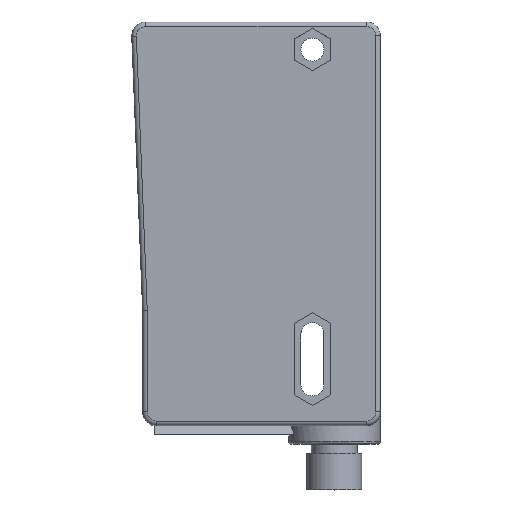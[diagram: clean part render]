
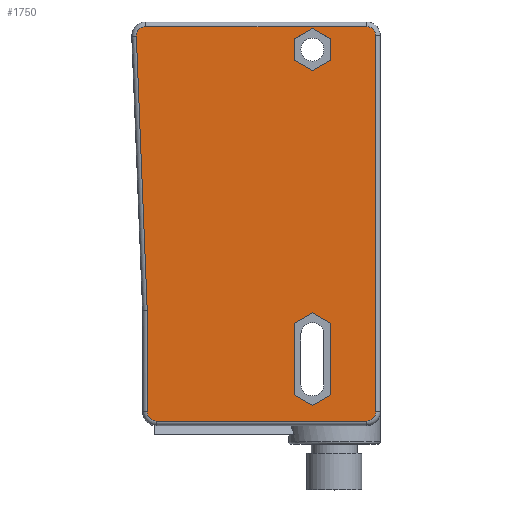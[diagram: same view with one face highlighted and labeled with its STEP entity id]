
A CAD part, top view. The second image highlights one B-rep face of the part: STEP entity #1750.
In plain terms, the highlighted planar face has unit normal (0, 0, 1).
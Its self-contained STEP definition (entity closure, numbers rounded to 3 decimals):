
#19=DIRECTION('',(-0.866,0.5,0.));
#20=VECTOR('',#19,4.619);
#21=CARTESIAN_POINT('',(16.35,40.309,12.9));
#22=LINE('',#21,#20);
#27=DIRECTION('',(-0.866,-0.5,0.));
#28=VECTOR('',#27,4.619);
#29=CARTESIAN_POINT('',(12.35,42.619,12.9));
#30=LINE('',#29,#28);
#34=DIRECTION('',(0.,-1.,0.));
#35=VECTOR('',#34,4.619);
#36=CARTESIAN_POINT('',(8.35,40.309,12.9));
#37=LINE('',#36,#35);
#41=DIRECTION('',(0.866,-0.5,0.));
#42=VECTOR('',#41,4.619);
#43=CARTESIAN_POINT('',(8.35,35.691,12.9));
#44=LINE('',#43,#42);
#48=DIRECTION('',(0.866,0.5,0.));
#49=VECTOR('',#48,4.619);
#50=CARTESIAN_POINT('',(12.35,33.381,12.9));
#51=LINE('',#50,#49);
#55=DIRECTION('',(0.,1.,0.));
#56=VECTOR('',#55,4.619);
#57=CARTESIAN_POINT('',(16.35,35.691,12.9));
#58=LINE('',#57,#56);
#62=DIRECTION('',(-0.866,0.5,0.));
#63=VECTOR('',#62,4.619);
#64=CARTESIAN_POINT('',(16.35,-21.691,12.9));
#65=LINE('',#64,#63);
#69=DIRECTION('',(-0.866,-0.5,0.));
#70=VECTOR('',#69,4.619);
#71=CARTESIAN_POINT('',(12.35,-19.381,12.9));
#72=LINE('',#71,#70);
#76=DIRECTION('',(0.,-1.,0.));
#77=VECTOR('',#76,15.619);
#78=CARTESIAN_POINT('',(8.35,-21.691,12.9));
#79=LINE('',#78,#77);
#83=DIRECTION('',(0.866,-0.5,0.));
#84=VECTOR('',#83,4.619);
#85=CARTESIAN_POINT('',(8.35,-37.309,12.9));
#86=LINE('',#85,#84);
#90=DIRECTION('',(0.866,0.5,0.));
#91=VECTOR('',#90,4.619);
#92=CARTESIAN_POINT('',(12.35,-39.619,12.9));
#93=LINE('',#92,#91);
#97=DIRECTION('',(0.,1.,0.));
#98=VECTOR('',#97,15.619);
#99=CARTESIAN_POINT('',(16.35,-37.309,12.9));
#100=LINE('',#99,#98);
#104=DIRECTION('',(0.04,-0.999,0.));
#105=VECTOR('',#104,59.948);
#106=CARTESIAN_POINT('',(-26.027,40.921,12.9));
#107=LINE('',#106,#105);
#111=CARTESIAN_POINT('',(-24.029,41.,12.9));
#112=DIRECTION('',(0.,0.,1.));
#113=DIRECTION('',(0.,1.,0.));
#114=AXIS2_PLACEMENT_3D('',#111,#112,#113);
#119=DIRECTION('',(-1.,0.,0.));
#120=VECTOR('',#119,48.179);
#121=CARTESIAN_POINT('',(24.15,43.,12.9));
#122=LINE('',#121,#120);
#126=CARTESIAN_POINT('',(24.15,41.,12.9));
#127=DIRECTION('',(0.,0.,1.));
#128=DIRECTION('',(1.,0.,0.));
#129=AXIS2_PLACEMENT_3D('',#126,#127,#128);
#134=DIRECTION('',(0.,1.,0.));
#135=VECTOR('',#134,82.);
#136=CARTESIAN_POINT('',(26.15,-41.,12.9));
#137=LINE('',#136,#135);
#141=CARTESIAN_POINT('',(24.15,-41.,12.9));
#142=DIRECTION('',(0.,0.,1.));
#143=DIRECTION('',(0.,-1.,0.));
#144=AXIS2_PLACEMENT_3D('',#141,#142,#143);
#149=DIRECTION('',(1.,0.,0.));
#150=VECTOR('',#149,45.8);
#151=CARTESIAN_POINT('',(-21.65,-43.,12.9));
#152=LINE('',#151,#150);
#156=CARTESIAN_POINT('',(-21.65,-41.,12.9));
#157=DIRECTION('',(0.,0.,1.));
#158=DIRECTION('',(-1.,0.,0.));
#159=AXIS2_PLACEMENT_3D('',#156,#157,#158);
#164=DIRECTION('',(0.,-1.,0.));
#165=VECTOR('',#164,22.02);
#166=CARTESIAN_POINT('',(-23.65,-18.98,12.9));
#167=LINE('',#166,#165);
#1501=CARTESIAN_POINT('',(16.35,40.309,12.9));
#1502=CARTESIAN_POINT('',(12.35,42.619,12.9));
#1503=VERTEX_POINT('',#1501);
#1504=VERTEX_POINT('',#1502);
#1505=CARTESIAN_POINT('',(8.35,40.309,12.9));
#1506=VERTEX_POINT('',#1505);
#1507=CARTESIAN_POINT('',(8.35,35.691,12.9));
#1508=VERTEX_POINT('',#1507);
#1509=CARTESIAN_POINT('',(12.35,33.381,12.9));
#1510=VERTEX_POINT('',#1509);
#1511=CARTESIAN_POINT('',(16.35,35.691,12.9));
#1512=VERTEX_POINT('',#1511);
#1545=CARTESIAN_POINT('',(16.35,-21.691,12.9));
#1546=CARTESIAN_POINT('',(12.35,-19.381,12.9));
#1547=VERTEX_POINT('',#1545);
#1548=VERTEX_POINT('',#1546);
#1549=CARTESIAN_POINT('',(8.35,-21.691,12.9));
#1550=VERTEX_POINT('',#1549);
#1551=CARTESIAN_POINT('',(8.35,-37.309,12.9));
#1552=VERTEX_POINT('',#1551);
#1553=CARTESIAN_POINT('',(12.35,-39.619,12.9));
#1554=VERTEX_POINT('',#1553);
#1555=CARTESIAN_POINT('',(16.35,-37.309,12.9));
#1556=VERTEX_POINT('',#1555);
#1629=CARTESIAN_POINT('',(-26.027,40.921,12.9));
#1630=CARTESIAN_POINT('',(-23.65,-18.98,12.9));
#1631=VERTEX_POINT('',#1629);
#1632=VERTEX_POINT('',#1630);
#1633=CARTESIAN_POINT('',(-23.65,-41.,12.9));
#1634=VERTEX_POINT('',#1633);
#1637=CARTESIAN_POINT('',(-21.65,-43.,12.9));
#1638=VERTEX_POINT('',#1637);
#1641=CARTESIAN_POINT('',(24.15,-43.,12.9));
#1642=VERTEX_POINT('',#1641);
#1645=CARTESIAN_POINT('',(26.15,-41.,12.9));
#1646=VERTEX_POINT('',#1645);
#1649=CARTESIAN_POINT('',(26.15,41.,12.9));
#1650=VERTEX_POINT('',#1649);
#1653=CARTESIAN_POINT('',(24.15,43.,12.9));
#1654=VERTEX_POINT('',#1653);
#1657=CARTESIAN_POINT('',(-24.029,43.,12.9));
#1658=VERTEX_POINT('',#1657);
#1697=CARTESIAN_POINT('',(0.,0.,12.9));
#1698=DIRECTION('',(0.,0.,1.));
#1699=DIRECTION('',(1.,0.,0.));
#1700=AXIS2_PLACEMENT_3D('',#1697,#1698,#1699);
#1701=PLANE('',#1700);
#1703=ORIENTED_EDGE('',*,*,#1702,.F.);
#1705=ORIENTED_EDGE('',*,*,#1704,.F.);
#1707=ORIENTED_EDGE('',*,*,#1706,.F.);
#1709=ORIENTED_EDGE('',*,*,#1708,.F.);
#1711=ORIENTED_EDGE('',*,*,#1710,.F.);
#1713=ORIENTED_EDGE('',*,*,#1712,.F.);
#1715=ORIENTED_EDGE('',*,*,#1714,.F.);
#1717=ORIENTED_EDGE('',*,*,#1716,.F.);
#1719=ORIENTED_EDGE('',*,*,#1718,.F.);
#1720=EDGE_LOOP('',(#1703,#1705,#1707,#1709,#1711,#1713,#1715,#1717,#1719));
#1721=FACE_OUTER_BOUND('',#1720,.F.);
#1723=ORIENTED_EDGE('',*,*,#1722,.T.);
#1725=ORIENTED_EDGE('',*,*,#1724,.T.);
#1727=ORIENTED_EDGE('',*,*,#1726,.T.);
#1729=ORIENTED_EDGE('',*,*,#1728,.T.);
#1731=ORIENTED_EDGE('',*,*,#1730,.T.);
#1733=ORIENTED_EDGE('',*,*,#1732,.T.);
#1734=EDGE_LOOP('',(#1723,#1725,#1727,#1729,#1731,#1733));
#1735=FACE_BOUND('',#1734,.F.);
#1737=ORIENTED_EDGE('',*,*,#1736,.T.);
#1739=ORIENTED_EDGE('',*,*,#1738,.T.);
#1741=ORIENTED_EDGE('',*,*,#1740,.T.);
#1743=ORIENTED_EDGE('',*,*,#1742,.T.);
#1745=ORIENTED_EDGE('',*,*,#1744,.T.);
#1747=ORIENTED_EDGE('',*,*,#1746,.T.);
#1748=EDGE_LOOP('',(#1737,#1739,#1741,#1743,#1745,#1747));
#1749=FACE_BOUND('',#1748,.F.);
#1750=ADVANCED_FACE('',(#1721,#1735,#1749),#1701,.T.);
#115=CIRCLE('',#114,2.);
#130=CIRCLE('',#129,2.);
#145=CIRCLE('',#144,2.);
#160=CIRCLE('',#159,2.);
#1702=EDGE_CURVE('',#1631,#1632,#107,.T.);
#1704=EDGE_CURVE('',#1658,#1631,#115,.T.);
#1706=EDGE_CURVE('',#1654,#1658,#122,.T.);
#1708=EDGE_CURVE('',#1650,#1654,#130,.T.);
#1710=EDGE_CURVE('',#1646,#1650,#137,.T.);
#1712=EDGE_CURVE('',#1642,#1646,#145,.T.);
#1714=EDGE_CURVE('',#1638,#1642,#152,.T.);
#1716=EDGE_CURVE('',#1634,#1638,#160,.T.);
#1718=EDGE_CURVE('',#1632,#1634,#167,.T.);
#1722=EDGE_CURVE('',#1503,#1504,#22,.T.);
#1724=EDGE_CURVE('',#1504,#1506,#30,.T.);
#1726=EDGE_CURVE('',#1506,#1508,#37,.T.);
#1728=EDGE_CURVE('',#1508,#1510,#44,.T.);
#1730=EDGE_CURVE('',#1510,#1512,#51,.T.);
#1732=EDGE_CURVE('',#1512,#1503,#58,.T.);
#1736=EDGE_CURVE('',#1547,#1548,#65,.T.);
#1738=EDGE_CURVE('',#1548,#1550,#72,.T.);
#1740=EDGE_CURVE('',#1550,#1552,#79,.T.);
#1742=EDGE_CURVE('',#1552,#1554,#86,.T.);
#1744=EDGE_CURVE('',#1554,#1556,#93,.T.);
#1746=EDGE_CURVE('',#1556,#1547,#100,.T.);
